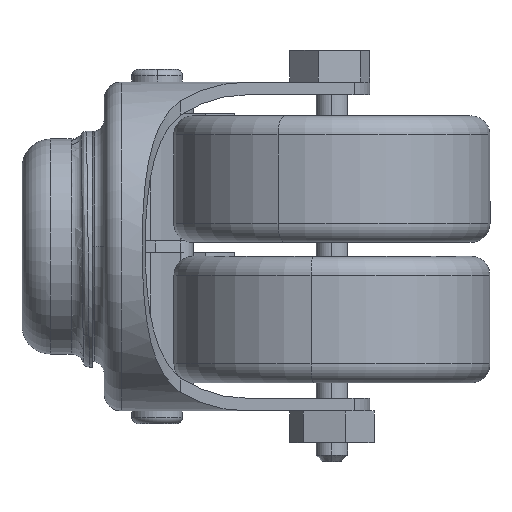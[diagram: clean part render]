
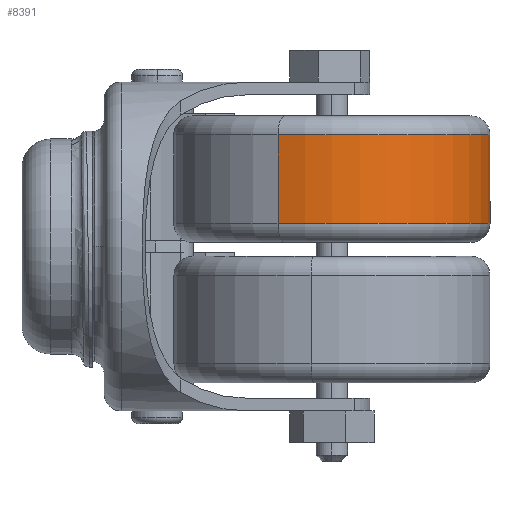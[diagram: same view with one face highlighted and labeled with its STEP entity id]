
A CAD part, left-side view. The second image highlights one B-rep face of the part: STEP entity #8391.
In plain terms, the highlighted cylindrical face has radius 25 mm (diameter 50 mm), a partial arc.
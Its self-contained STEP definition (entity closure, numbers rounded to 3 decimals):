
#40 = CARTESIAN_POINT ( 'NONE',  ( 24.404, -36., 4.09 ) ) ;
#166 = AXIS2_PLACEMENT_3D ( 'NONE', #4390, #1893, #1189 ) ;
#175 = VERTEX_POINT ( 'NONE', #3319 ) ;
#222 = VECTOR ( 'NONE', #4586, 1000. ) ;
#259 = AXIS2_PLACEMENT_3D ( 'NONE', #5336, #2224, #561 ) ;
#561 = DIRECTION ( 'NONE',  ( 0.94, -0.341, 0. ) ) ;
#756 = EDGE_CURVE ( 'NONE', #175, #9198, #8104, .T. ) ;
#915 = ORIENTED_EDGE ( 'NONE', *, *, #6240, .F. ) ;
#1189 = DIRECTION ( 'NONE',  ( -0.94, 0.341, 0. ) ) ;
#1603 = CIRCLE ( 'NONE', #7786, 25. ) ;
#1755 = CARTESIAN_POINT ( 'NONE',  ( 47.908, -44.518, 4.09 ) ) ;
#1893 = DIRECTION ( 'NONE',  ( 0., 0., -1. ) ) ;
#2224 = DIRECTION ( 'NONE',  ( 0., 0., -1. ) ) ;
#2704 = EDGE_CURVE ( 'NONE', #9051, #175, #5588, .T. ) ;
#2905 = EDGE_CURVE ( 'NONE', #9198, #5741, #1603, .T. ) ;
#3099 = CARTESIAN_POINT ( 'NONE',  ( 47.908, -44.518, 18.09 ) ) ;
#3319 = CARTESIAN_POINT ( 'NONE',  ( 0.899, -27.482, 18.09 ) ) ;
#3962 = CYLINDRICAL_SURFACE ( 'NONE', #166, 25. ) ;
#3971 = FACE_OUTER_BOUND ( 'NONE', #10350, .T. ) ;
#4390 = CARTESIAN_POINT ( 'NONE',  ( 24.404, -36., 11.09 ) ) ;
#4586 = DIRECTION ( 'NONE',  ( 0., 0., -1. ) ) ;
#5336 = CARTESIAN_POINT ( 'NONE',  ( 24.404, -36., 18.09 ) ) ;
#5588 = CIRCLE ( 'NONE', #259, 25. ) ;
#5619 = DIRECTION ( 'NONE',  ( -0.94, 0.341, 0. ) ) ;
#5741 = VERTEX_POINT ( 'NONE', #1755 ) ;
#6240 = EDGE_CURVE ( 'NONE', #9051, #5741, #6477, .T. ) ;
#6477 = LINE ( 'NONE', #10187, #222 ) ;
#6723 = ORIENTED_EDGE ( 'NONE', *, *, #756, .T. ) ;
#6958 = CARTESIAN_POINT ( 'NONE',  ( 0.899, -27.482, 11.09 ) ) ;
#7080 = ORIENTED_EDGE ( 'NONE', *, *, #2704, .T. ) ;
#7786 = AXIS2_PLACEMENT_3D ( 'NONE', #40, #8852, #5619 ) ;
#8104 = LINE ( 'NONE', #6958, #10263 ) ;
#8391 = ADVANCED_FACE ( 'NONE', ( #3971 ), #3962, .T. ) ;
#8669 = CARTESIAN_POINT ( 'NONE',  ( 0.899, -27.482, 4.09 ) ) ;
#8852 = DIRECTION ( 'NONE',  ( 0., 0., 1. ) ) ;
#9051 = VERTEX_POINT ( 'NONE', #3099 ) ;
#9198 = VERTEX_POINT ( 'NONE', #8669 ) ;
#9550 = ORIENTED_EDGE ( 'NONE', *, *, #2905, .T. ) ;
#10142 = DIRECTION ( 'NONE',  ( 0., 0., -1. ) ) ;
#10187 = CARTESIAN_POINT ( 'NONE',  ( 47.908, -44.518, 11.09 ) ) ;
#10263 = VECTOR ( 'NONE', #10142, 1000. ) ;
#10350 = EDGE_LOOP ( 'NONE', ( #915, #7080, #6723, #9550 ) ) ;
